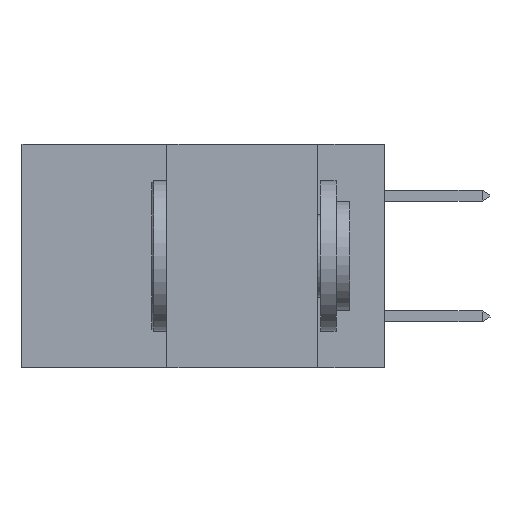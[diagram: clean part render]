
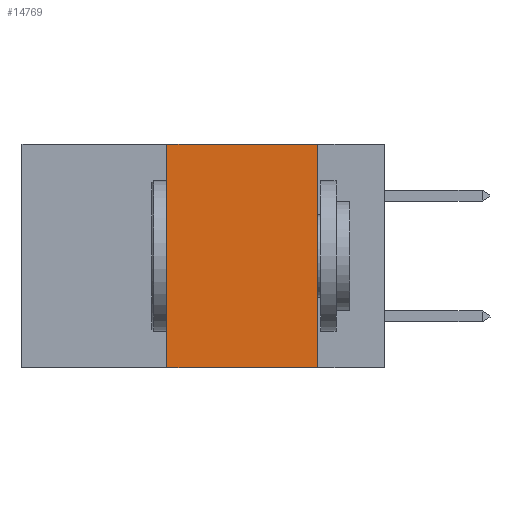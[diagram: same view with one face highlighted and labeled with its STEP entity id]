
A CAD part, left-side view. The second image highlights one B-rep face of the part: STEP entity #14769.
In plain terms, the highlighted planar face has unit normal (-1, 0, 0).
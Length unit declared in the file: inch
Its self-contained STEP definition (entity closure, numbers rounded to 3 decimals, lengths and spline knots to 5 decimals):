
#1767 = LINE ( 'NONE', #17745, #2333 ) ;
#1792 = LINE ( 'NONE', #16335, #6007 ) ;
#2026 = CARTESIAN_POINT ( 'NONE',  ( 0., 0.6, 0. ) ) ;
#2333 = VECTOR ( 'NONE', #5479, 39.37008 ) ;
#2618 = VERTEX_POINT ( 'NONE', #2765 ) ;
#2765 = CARTESIAN_POINT ( 'NONE',  ( 0., 0.11, 0. ) ) ;
#3379 = ORIENTED_EDGE ( 'NONE', *, *, #13114, .T. ) ;
#3830 = DIRECTION ( 'NONE',  ( 0., 0., -1. ) ) ;
#4800 = ORIENTED_EDGE ( 'NONE', *, *, #9671, .F. ) ;
#5323 = AXIS2_PLACEMENT_3D ( 'NONE', #2026, #14455, #3830 ) ;
#5479 = DIRECTION ( 'NONE',  ( 0., 0., 1. ) ) ;
#6007 = VECTOR ( 'NONE', #12866, 39.37008 ) ;
#6086 = VERTEX_POINT ( 'NONE', #6522 ) ;
#6108 = CARTESIAN_POINT ( 'NONE',  ( 0., 0.6, 0. ) ) ;
#6522 = CARTESIAN_POINT ( 'NONE',  ( 0., 0.36, -0.37 ) ) ;
#7203 = EDGE_CURVE ( 'NONE', #16898, #2618, #9223, .T. ) ;
#7434 = CARTESIAN_POINT ( 'NONE',  ( 0., 0.6, -0.37 ) ) ;
#8296 = VECTOR ( 'NONE', #9289, 39.37008 ) ;
#8890 = CARTESIAN_POINT ( 'NONE',  ( 0., 0.36, 0. ) ) ;
#9223 = LINE ( 'NONE', #6108, #17975 ) ;
#9257 = EDGE_CURVE ( 'NONE', #2618, #17410, #1792, .T. ) ;
#9289 = DIRECTION ( 'NONE',  ( 0., -1., 0. ) ) ;
#9671 = EDGE_CURVE ( 'NONE', #6086, #16898, #1767, .T. ) ;
#12029 = ORIENTED_EDGE ( 'NONE', *, *, #9257, .F. ) ;
#12631 = PLANE ( 'NONE',  #5323 ) ;
#12866 = DIRECTION ( 'NONE',  ( 0., 0., -1. ) ) ;
#13019 = LINE ( 'NONE', #7434, #8296 ) ;
#13114 = EDGE_CURVE ( 'NONE', #6086, #17410, #13019, .T. ) ;
#14021 = FACE_OUTER_BOUND ( 'NONE', #18542, .T. ) ;
#14455 = DIRECTION ( 'NONE',  ( 1., 0., 0. ) ) ;
#14769 = ADVANCED_FACE ( 'NONE', ( #14021 ), #12631, .F. ) ;
#14956 = DIRECTION ( 'NONE',  ( 0., -1., 0. ) ) ;
#16335 = CARTESIAN_POINT ( 'NONE',  ( 0., 0.11, 0. ) ) ;
#16898 = VERTEX_POINT ( 'NONE', #8890 ) ;
#17346 = CARTESIAN_POINT ( 'NONE',  ( 0., 0.11, -0.37 ) ) ;
#17410 = VERTEX_POINT ( 'NONE', #17346 ) ;
#17745 = CARTESIAN_POINT ( 'NONE',  ( 0., 0.36, 0. ) ) ;
#17975 = VECTOR ( 'NONE', #14956, 39.37008 ) ;
#18542 = EDGE_LOOP ( 'NONE', ( #12029, #21169, #4800, #3379 ) ) ;
#21169 = ORIENTED_EDGE ( 'NONE', *, *, #7203, .F. ) ;
